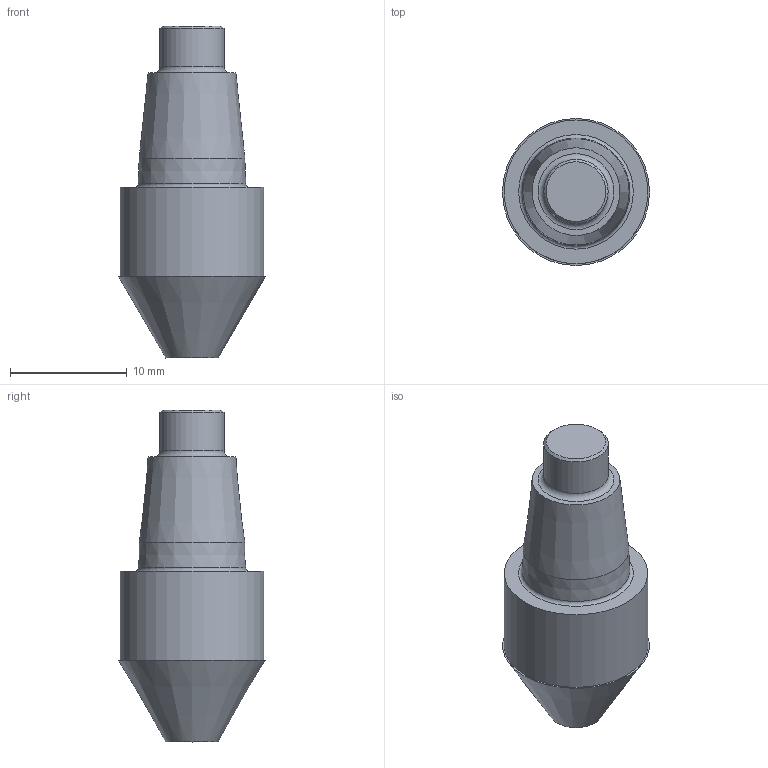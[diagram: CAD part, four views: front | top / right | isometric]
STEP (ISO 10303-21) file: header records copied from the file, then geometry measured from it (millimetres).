
FILE_DESCRIPTION(/* description */ ('3-D model version:1'),/* implementation_level */ '2;1');
FILE_NAME(/* name */ 'A316-12CM600-05060G',/* time_stamp */ '2014-08-22T13:39:02+02:00',/* author */ ('InteractiveCad'),/* organization */ ('AB Sandvik Coromant'),/* preprocessor_version */ 'ST-DEVELOPER v11',/* originating_system */ 'SIEMENS UGS NX 6.0',/* authorisation */ '');
FILE_SCHEMA (('AP203_CONFIGURATION_CONTROLLED_3D_DESIGN_OF_MECHANICAL_PARTS_AND_ASSEMBLIES_MIM_LF'));
Length unit declared in the file: millimetre
Products named in the file (1): A316_12CM600_05060G_SIM
Bounding box: 12.58 x 12.58 x 28.4 mm (x, y, z)
Volume: 1987.4 mm3; surface area: 1188.4 mm2
Topology: 2 solids, 2 shells, 14 faces, 21 edges, 13 vertices
Faces by surface type: plane 6, cone 4, cylinder 2, torus 2
Full cylindrical faces by diameter (mm): 5.5 x1, 12.3 x1
Entity records: 366 total; most frequent: DIRECTION 54, CARTESIAN_POINT 39, AXIS2_PLACEMENT_3D 27, EDGE_LOOP 24, ORIENTED_EDGE 24, FACE_BOUND 20, ADVANCED_FACE 14, VERTEX_POINT 12
